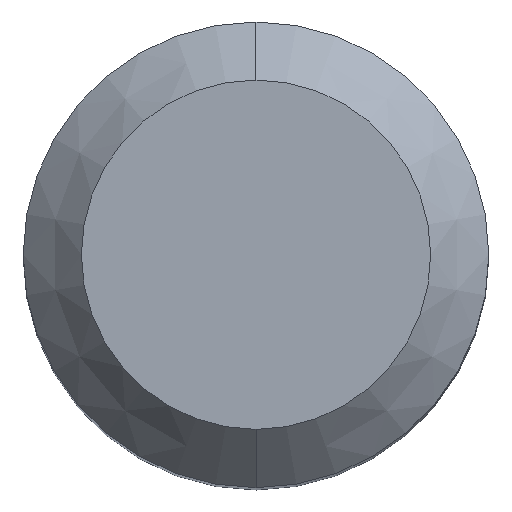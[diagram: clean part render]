
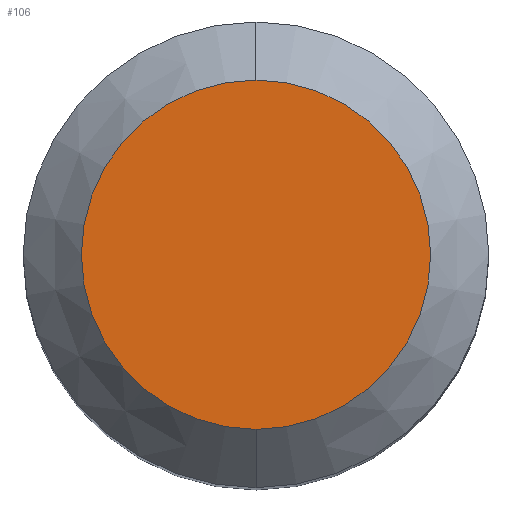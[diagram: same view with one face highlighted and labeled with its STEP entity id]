
A CAD part, top view. The second image highlights one B-rep face of the part: STEP entity #106.
In plain terms, the highlighted planar face has unit normal (0, 0, 1).
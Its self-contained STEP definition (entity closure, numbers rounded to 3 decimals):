
#106=ADVANCED_FACE('',(#197),#198,.T.);
#197=FACE_OUTER_BOUND('',#301,.T.);
#198=PLANE('',#302);
#301=EDGE_LOOP('',(#410,#411));
#302=AXIS2_PLACEMENT_3D('',#412,#413,#414);
#410=ORIENTED_EDGE('',*,*,#512,.F.);
#411=ORIENTED_EDGE('',*,*,#515,.F.);
#412=CARTESIAN_POINT('',(0.,3.0,48.0));
#413=DIRECTION('',(0.,0.0,1.0));
#414=DIRECTION('',(0.0,-1.0,0.0));
#512=EDGE_CURVE('',#583,#585,#586,.T.);
#515=EDGE_CURVE('',#585,#583,#589,.T.);
#583=VERTEX_POINT('',#653);
#585=VERTEX_POINT('',#656);
#586=CIRCLE('',#657,6.0);
#589=CIRCLE('',#661,6.0);
#653=CARTESIAN_POINT('',(0.,6.0,48.0));
#656=CARTESIAN_POINT('',(0.,-6.0,48.0));
#657=AXIS2_PLACEMENT_3D('',#712,#713,#714);
#661=AXIS2_PLACEMENT_3D('',#716,#717,#718);
#712=CARTESIAN_POINT('',(0.,0.0,48.0));
#713=DIRECTION('',(0.,0.0,-1.0));
#714=DIRECTION('',(0.0,1.0,0.0));
#716=CARTESIAN_POINT('',(0.,0.0,48.0));
#717=DIRECTION('',(0.,0.0,-1.0));
#718=DIRECTION('',(0.0,1.0,0.0));
